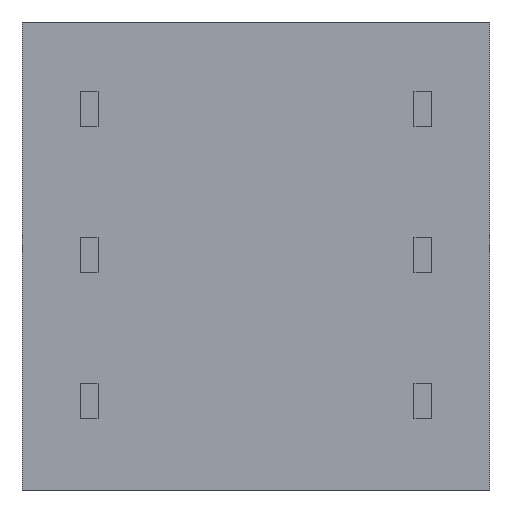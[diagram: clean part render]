
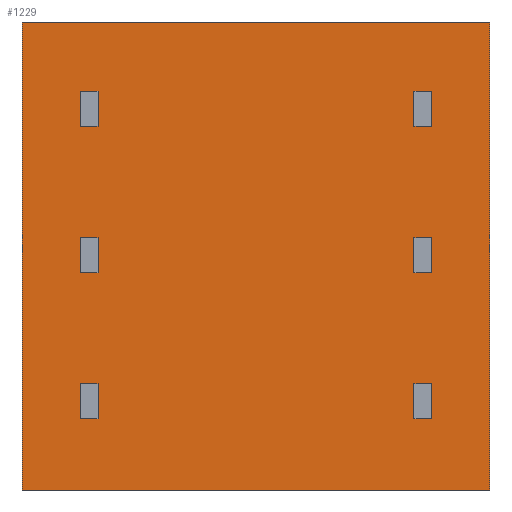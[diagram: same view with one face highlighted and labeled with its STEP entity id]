
A CAD part, front view. The second image highlights one B-rep face of the part: STEP entity #1229.
In plain terms, the highlighted planar face has unit normal (0, -1, 0).
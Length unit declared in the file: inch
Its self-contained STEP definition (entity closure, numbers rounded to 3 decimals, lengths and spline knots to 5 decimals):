
#20=FACE_BOUND('',#272,.T.);
#21=FACE_BOUND('',#273,.T.);
#22=FACE_BOUND('',#274,.T.);
#23=FACE_BOUND('',#275,.T.);
#24=FACE_BOUND('',#276,.T.);
#25=FACE_BOUND('',#277,.T.);
#82=PLANE('',#1323);
#205=FACE_OUTER_BOUND('',#271,.T.);
#271=EDGE_LOOP('',(#1129,#1130,#1131,#1132));
#272=EDGE_LOOP('',(#1133,#1134,#1135,#1136));
#273=EDGE_LOOP('',(#1137,#1138,#1139,#1140));
#274=EDGE_LOOP('',(#1141,#1142,#1143,#1144));
#275=EDGE_LOOP('',(#1145,#1146,#1147,#1148));
#276=EDGE_LOOP('',(#1149,#1150,#1151,#1152));
#277=EDGE_LOOP('',(#1153,#1154,#1155,#1156));
#292=LINE('',#1650,#442);
#295=LINE('',#1655,#445);
#334=LINE('',#1744,#484);
#338=LINE('',#1752,#488);
#341=LINE('',#1758,#491);
#344=LINE('',#1763,#494);
#346=LINE('',#1769,#496);
#350=LINE('',#1777,#500);
#353=LINE('',#1783,#503);
#356=LINE('',#1788,#506);
#358=LINE('',#1794,#508);
#362=LINE('',#1802,#512);
#365=LINE('',#1808,#515);
#368=LINE('',#1813,#518);
#370=LINE('',#1819,#520);
#374=LINE('',#1827,#524);
#377=LINE('',#1833,#527);
#380=LINE('',#1838,#530);
#382=LINE('',#1844,#532);
#386=LINE('',#1852,#536);
#389=LINE('',#1858,#539);
#392=LINE('',#1863,#542);
#394=LINE('',#1869,#544);
#398=LINE('',#1877,#548);
#401=LINE('',#1883,#551);
#404=LINE('',#1888,#554);
#430=LINE('',#1943,#580);
#432=LINE('',#1946,#582);
#442=VECTOR('',#1354,0.3937);
#445=VECTOR('',#1359,0.3937);
#484=VECTOR('',#1422,0.3937);
#488=VECTOR('',#1428,0.3937);
#491=VECTOR('',#1433,0.3937);
#494=VECTOR('',#1438,0.3937);
#496=VECTOR('',#1444,0.3937);
#500=VECTOR('',#1450,0.3937);
#503=VECTOR('',#1455,0.3937);
#506=VECTOR('',#1460,0.3937);
#508=VECTOR('',#1466,0.3937);
#512=VECTOR('',#1472,0.3937);
#515=VECTOR('',#1477,0.3937);
#518=VECTOR('',#1482,0.3937);
#520=VECTOR('',#1488,0.3937);
#524=VECTOR('',#1494,0.3937);
#527=VECTOR('',#1499,0.3937);
#530=VECTOR('',#1504,0.3937);
#532=VECTOR('',#1510,0.3937);
#536=VECTOR('',#1516,0.3937);
#539=VECTOR('',#1521,0.3937);
#542=VECTOR('',#1526,0.3937);
#544=VECTOR('',#1532,0.3937);
#548=VECTOR('',#1538,0.3937);
#551=VECTOR('',#1543,0.3937);
#554=VECTOR('',#1548,0.3937);
#580=VECTOR('',#1614,0.3937);
#582=VECTOR('',#1618,0.3937);
#591=VERTEX_POINT('',#1647);
#592=VERTEX_POINT('',#1649);
#593=VERTEX_POINT('',#1653);
#630=VERTEX_POINT('',#1742);
#631=VERTEX_POINT('',#1743);
#634=VERTEX_POINT('',#1751);
#636=VERTEX_POINT('',#1757);
#638=VERTEX_POINT('',#1767);
#639=VERTEX_POINT('',#1768);
#642=VERTEX_POINT('',#1776);
#644=VERTEX_POINT('',#1782);
#646=VERTEX_POINT('',#1792);
#647=VERTEX_POINT('',#1793);
#650=VERTEX_POINT('',#1801);
#652=VERTEX_POINT('',#1807);
#654=VERTEX_POINT('',#1817);
#655=VERTEX_POINT('',#1818);
#658=VERTEX_POINT('',#1826);
#660=VERTEX_POINT('',#1832);
#662=VERTEX_POINT('',#1842);
#663=VERTEX_POINT('',#1843);
#666=VERTEX_POINT('',#1851);
#668=VERTEX_POINT('',#1857);
#670=VERTEX_POINT('',#1867);
#671=VERTEX_POINT('',#1868);
#674=VERTEX_POINT('',#1876);
#676=VERTEX_POINT('',#1882);
#686=VERTEX_POINT('',#1942);
#700=EDGE_CURVE('',#591,#592,#292,.T.);
#703=EDGE_CURVE('',#593,#591,#295,.T.);
#746=EDGE_CURVE('',#630,#631,#334,.T.);
#750=EDGE_CURVE('',#631,#634,#338,.T.);
#753=EDGE_CURVE('',#634,#636,#341,.T.);
#756=EDGE_CURVE('',#636,#630,#344,.T.);
#758=EDGE_CURVE('',#638,#639,#346,.T.);
#762=EDGE_CURVE('',#639,#642,#350,.T.);
#765=EDGE_CURVE('',#642,#644,#353,.T.);
#768=EDGE_CURVE('',#644,#638,#356,.T.);
#770=EDGE_CURVE('',#646,#647,#358,.T.);
#774=EDGE_CURVE('',#647,#650,#362,.T.);
#777=EDGE_CURVE('',#650,#652,#365,.T.);
#780=EDGE_CURVE('',#652,#646,#368,.T.);
#782=EDGE_CURVE('',#654,#655,#370,.T.);
#786=EDGE_CURVE('',#655,#658,#374,.T.);
#789=EDGE_CURVE('',#658,#660,#377,.T.);
#792=EDGE_CURVE('',#660,#654,#380,.T.);
#794=EDGE_CURVE('',#662,#663,#382,.T.);
#798=EDGE_CURVE('',#663,#666,#386,.T.);
#801=EDGE_CURVE('',#666,#668,#389,.T.);
#804=EDGE_CURVE('',#668,#662,#392,.T.);
#806=EDGE_CURVE('',#670,#671,#394,.T.);
#810=EDGE_CURVE('',#671,#674,#398,.T.);
#813=EDGE_CURVE('',#674,#676,#401,.T.);
#816=EDGE_CURVE('',#676,#670,#404,.T.);
#842=EDGE_CURVE('',#686,#592,#430,.T.);
#844=EDGE_CURVE('',#686,#593,#432,.T.);
#1129=ORIENTED_EDGE('',*,*,#844,.F.);
#1130=ORIENTED_EDGE('',*,*,#842,.T.);
#1131=ORIENTED_EDGE('',*,*,#700,.F.);
#1132=ORIENTED_EDGE('',*,*,#703,.F.);
#1133=ORIENTED_EDGE('',*,*,#746,.T.);
#1134=ORIENTED_EDGE('',*,*,#750,.T.);
#1135=ORIENTED_EDGE('',*,*,#753,.T.);
#1136=ORIENTED_EDGE('',*,*,#756,.T.);
#1137=ORIENTED_EDGE('',*,*,#758,.T.);
#1138=ORIENTED_EDGE('',*,*,#762,.T.);
#1139=ORIENTED_EDGE('',*,*,#765,.T.);
#1140=ORIENTED_EDGE('',*,*,#768,.T.);
#1141=ORIENTED_EDGE('',*,*,#770,.T.);
#1142=ORIENTED_EDGE('',*,*,#774,.T.);
#1143=ORIENTED_EDGE('',*,*,#777,.T.);
#1144=ORIENTED_EDGE('',*,*,#780,.T.);
#1145=ORIENTED_EDGE('',*,*,#782,.T.);
#1146=ORIENTED_EDGE('',*,*,#786,.T.);
#1147=ORIENTED_EDGE('',*,*,#789,.T.);
#1148=ORIENTED_EDGE('',*,*,#792,.T.);
#1149=ORIENTED_EDGE('',*,*,#794,.T.);
#1150=ORIENTED_EDGE('',*,*,#798,.T.);
#1151=ORIENTED_EDGE('',*,*,#801,.T.);
#1152=ORIENTED_EDGE('',*,*,#804,.T.);
#1153=ORIENTED_EDGE('',*,*,#806,.T.);
#1154=ORIENTED_EDGE('',*,*,#810,.T.);
#1155=ORIENTED_EDGE('',*,*,#813,.T.);
#1156=ORIENTED_EDGE('',*,*,#816,.T.);
#1229=ADVANCED_FACE('',(#205,#20,#21,#22,#23,#24,#25),#82,.T.);
#1323=AXIS2_PLACEMENT_3D('',#1945,#1616,#1617);
#1354=DIRECTION('',(-1.,0.,0.));
#1359=DIRECTION('',(0.,0.,-1.));
#1422=DIRECTION('',(1.,0.,0.));
#1428=DIRECTION('',(0.,0.,-1.));
#1433=DIRECTION('',(-1.,0.,0.));
#1438=DIRECTION('',(0.,0.,1.));
#1444=DIRECTION('',(-1.,0.,0.));
#1450=DIRECTION('',(0.,0.,1.));
#1455=DIRECTION('',(1.,0.,0.));
#1460=DIRECTION('',(0.,0.,-1.));
#1466=DIRECTION('',(0.,0.,-1.));
#1472=DIRECTION('',(-1.,0.,0.));
#1477=DIRECTION('',(0.,0.,1.));
#1482=DIRECTION('',(1.,0.,0.));
#1488=DIRECTION('',(0.,0.,1.));
#1494=DIRECTION('',(1.,0.,0.));
#1499=DIRECTION('',(0.,0.,-1.));
#1504=DIRECTION('',(-1.,0.,0.));
#1510=DIRECTION('',(0.,0.,1.));
#1516=DIRECTION('',(1.,0.,0.));
#1521=DIRECTION('',(0.,0.,-1.));
#1526=DIRECTION('',(-1.,0.,0.));
#1532=DIRECTION('',(1.,0.,0.));
#1538=DIRECTION('',(0.,0.,-1.));
#1543=DIRECTION('',(-1.,0.,0.));
#1548=DIRECTION('',(0.,0.,1.));
#1614=DIRECTION('',(0.,0.,-1.));
#1616=DIRECTION('center_axis',(0.,-1.,0.));
#1617=DIRECTION('ref_axis',(-1.,0.,0.));
#1618=DIRECTION('',(1.,0.,0.));
#1647=CARTESIAN_POINT('',(0.01882,-0.14972,-0.15748));
#1649=CARTESIAN_POINT('',(-0.29614,-0.14972,-0.15748));
#1650=CARTESIAN_POINT('',(-0.29614,-0.14972,-0.15748));
#1653=CARTESIAN_POINT('',(0.01882,-0.14972,0.15748));
#1655=CARTESIAN_POINT('',(0.01882,-0.14972,0.15748));
#1742=CARTESIAN_POINT('',(-0.03236,-0.14972,-0.08602));
#1743=CARTESIAN_POINT('',(-0.02055,-0.14972,-0.08602));
#1744=CARTESIAN_POINT('',(-0.00087,-0.14972,-0.08602));
#1751=CARTESIAN_POINT('',(-0.02055,-0.14972,-0.10964));
#1752=CARTESIAN_POINT('',(-0.02055,-0.14972,0.02392));
#1757=CARTESIAN_POINT('',(-0.03236,-0.14972,-0.10964));
#1758=CARTESIAN_POINT('',(-0.00677,-0.14972,-0.10964));
#1763=CARTESIAN_POINT('',(-0.03236,-0.14972,0.03573));
#1767=CARTESIAN_POINT('',(-0.24497,-0.14972,0.08721));
#1768=CARTESIAN_POINT('',(-0.25677,-0.14972,0.08721));
#1769=CARTESIAN_POINT('',(-0.11898,-0.14972,0.08721));
#1776=CARTESIAN_POINT('',(-0.25677,-0.14972,0.11083));
#1777=CARTESIAN_POINT('',(-0.25677,-0.14972,0.13416));
#1782=CARTESIAN_POINT('',(-0.24497,-0.14972,0.11083));
#1783=CARTESIAN_POINT('',(-0.11308,-0.14972,0.11083));
#1788=CARTESIAN_POINT('',(-0.24497,-0.14972,0.12234));
#1792=CARTESIAN_POINT('',(-0.02055,-0.14972,0.01241));
#1793=CARTESIAN_POINT('',(-0.02055,-0.14972,-0.01122));
#1794=CARTESIAN_POINT('',(-0.02055,-0.14972,0.07313));
#1801=CARTESIAN_POINT('',(-0.03236,-0.14972,-0.01122));
#1802=CARTESIAN_POINT('',(-0.00677,-0.14972,-0.01122));
#1807=CARTESIAN_POINT('',(-0.03236,-0.14972,0.01241));
#1808=CARTESIAN_POINT('',(-0.03236,-0.14972,0.08494));
#1813=CARTESIAN_POINT('',(-0.00087,-0.14972,0.01241));
#1817=CARTESIAN_POINT('',(-0.25677,-0.14972,-0.10964));
#1818=CARTESIAN_POINT('',(-0.25677,-0.14972,-0.08602));
#1819=CARTESIAN_POINT('',(-0.25677,-0.14972,0.03573));
#1826=CARTESIAN_POINT('',(-0.24497,-0.14972,-0.08602));
#1827=CARTESIAN_POINT('',(-0.11308,-0.14972,-0.08602));
#1832=CARTESIAN_POINT('',(-0.24497,-0.14972,-0.10964));
#1833=CARTESIAN_POINT('',(-0.24497,-0.14972,0.02392));
#1838=CARTESIAN_POINT('',(-0.11898,-0.14972,-0.10964));
#1842=CARTESIAN_POINT('',(-0.25677,-0.14972,-0.01122));
#1843=CARTESIAN_POINT('',(-0.25677,-0.14972,0.01241));
#1844=CARTESIAN_POINT('',(-0.25677,-0.14972,0.08494));
#1851=CARTESIAN_POINT('',(-0.24497,-0.14972,0.01241));
#1852=CARTESIAN_POINT('',(-0.11308,-0.14972,0.01241));
#1857=CARTESIAN_POINT('',(-0.24497,-0.14972,-0.01122));
#1858=CARTESIAN_POINT('',(-0.24497,-0.14972,0.07313));
#1863=CARTESIAN_POINT('',(-0.11898,-0.14972,-0.01122));
#1867=CARTESIAN_POINT('',(-0.03236,-0.14972,0.11083));
#1868=CARTESIAN_POINT('',(-0.02055,-0.14972,0.11083));
#1869=CARTESIAN_POINT('',(-0.00087,-0.14972,0.11083));
#1876=CARTESIAN_POINT('',(-0.02055,-0.14972,0.08721));
#1877=CARTESIAN_POINT('',(-0.02055,-0.14972,0.12234));
#1882=CARTESIAN_POINT('',(-0.03236,-0.14972,0.08721));
#1883=CARTESIAN_POINT('',(-0.00677,-0.14972,0.08721));
#1888=CARTESIAN_POINT('',(-0.03236,-0.14972,0.13416));
#1942=CARTESIAN_POINT('',(-0.29614,-0.14972,0.15748));
#1943=CARTESIAN_POINT('',(-0.29614,-0.14972,0.15748));
#1945=CARTESIAN_POINT('Origin',(0.01882,-0.14972,0.15748));
#1946=CARTESIAN_POINT('',(-0.29614,-0.14972,0.15748));
